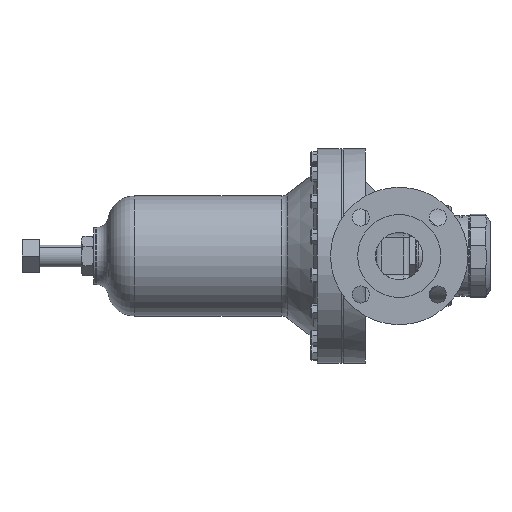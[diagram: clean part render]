
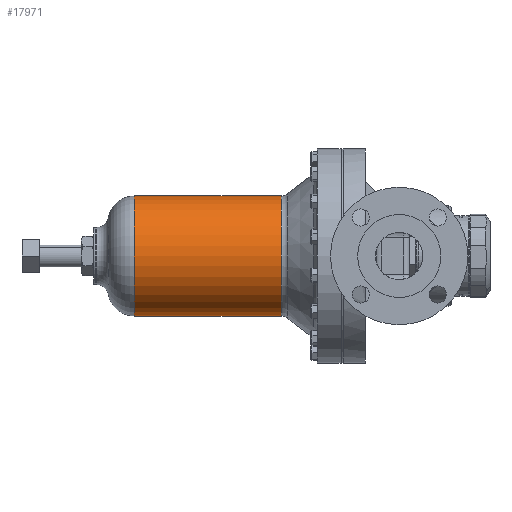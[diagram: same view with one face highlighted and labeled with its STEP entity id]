
A CAD part, left-side view. The second image highlights one B-rep face of the part: STEP entity #17971.
In plain terms, the highlighted cylindrical face has radius 66.612 mm (diameter 133.223 mm), a partial arc.
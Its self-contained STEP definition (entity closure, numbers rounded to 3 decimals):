
#658 = EDGE_CURVE ( 'NONE', #36599, #41651, #48505, .T. ) ;
#2217 = DIRECTION ( 'NONE',  ( 0., -1., 0. ) ) ;
#4300 = CARTESIAN_POINT ( 'NONE',  ( 0., 293.45, 0. ) ) ;
#4372 = CARTESIAN_POINT ( 'NONE',  ( 0., 293.45, 66.611 ) ) ;
#5317 = DIRECTION ( 'NONE',  ( 0., -1., 0. ) ) ;
#7063 = CYLINDRICAL_SURFACE ( 'NONE', #26262, 66.611 ) ;
#9134 = CARTESIAN_POINT ( 'NONE',  ( 0., 130.573, -66.611 ) ) ;
#13014 = VECTOR ( 'NONE', #20322, 1000. ) ;
#17191 = CARTESIAN_POINT ( 'NONE',  ( 0., 130.573, 66.611 ) ) ;
#17212 = EDGE_CURVE ( 'NONE', #41965, #67994, #62794, .T. ) ;
#17971 = ADVANCED_FACE ( 'NONE', ( #38123 ), #7063, .T. ) ;
#20322 = DIRECTION ( 'NONE',  ( 0., -1., 0. ) ) ;
#23321 = CARTESIAN_POINT ( 'NONE',  ( 0., 130.573, 0. ) ) ;
#26262 = AXIS2_PLACEMENT_3D ( 'NONE', #38465, #2217, #28127 ) ;
#28127 = DIRECTION ( 'NONE',  ( 0., 0., 1. ) ) ;
#28809 = AXIS2_PLACEMENT_3D ( 'NONE', #23321, #65101, #34681 ) ;
#31230 = DIRECTION ( 'NONE',  ( 0., 0., -1. ) ) ;
#31854 = EDGE_CURVE ( 'NONE', #67994, #41651, #62959, .T. ) ;
#34681 = DIRECTION ( 'NONE',  ( 0., 0., 1. ) ) ;
#36599 = VERTEX_POINT ( 'NONE', #47769 ) ;
#37479 = CARTESIAN_POINT ( 'NONE',  ( 0., 58.318, -66.611 ) ) ;
#38123 = FACE_OUTER_BOUND ( 'NONE', #47861, .T. ) ;
#38465 = CARTESIAN_POINT ( 'NONE',  ( 0., 58.318, 0. ) ) ;
#38484 = AXIS2_PLACEMENT_3D ( 'NONE', #4300, #5317, #31230 ) ;
#41651 = VERTEX_POINT ( 'NONE', #9134 ) ;
#41965 = VERTEX_POINT ( 'NONE', #4372 ) ;
#42316 = DIRECTION ( 'NONE',  ( 0., -1., 0. ) ) ;
#47769 = CARTESIAN_POINT ( 'NONE',  ( 0., 293.45, -66.611 ) ) ;
#47861 = EDGE_LOOP ( 'NONE', ( #65403, #57728, #58621, #52542 ) ) ;
#48505 = LINE ( 'NONE', #37479, #56077 ) ;
#52542 = ORIENTED_EDGE ( 'NONE', *, *, #17212, .F. ) ;
#53122 = CARTESIAN_POINT ( 'NONE',  ( 0., 58.318, 66.611 ) ) ;
#56077 = VECTOR ( 'NONE', #42316, 1000. ) ;
#57728 = ORIENTED_EDGE ( 'NONE', *, *, #658, .T. ) ;
#58621 = ORIENTED_EDGE ( 'NONE', *, *, #31854, .F. ) ;
#62794 = LINE ( 'NONE', #53122, #13014 ) ;
#62806 = EDGE_CURVE ( 'NONE', #41965, #36599, #66039, .T. ) ;
#62959 = CIRCLE ( 'NONE', #28809, 66.611 ) ;
#65101 = DIRECTION ( 'NONE',  ( 0., -1., 0. ) ) ;
#65403 = ORIENTED_EDGE ( 'NONE', *, *, #62806, .T. ) ;
#66039 = CIRCLE ( 'NONE', #38484, 66.611 ) ;
#67994 = VERTEX_POINT ( 'NONE', #17191 ) ;
